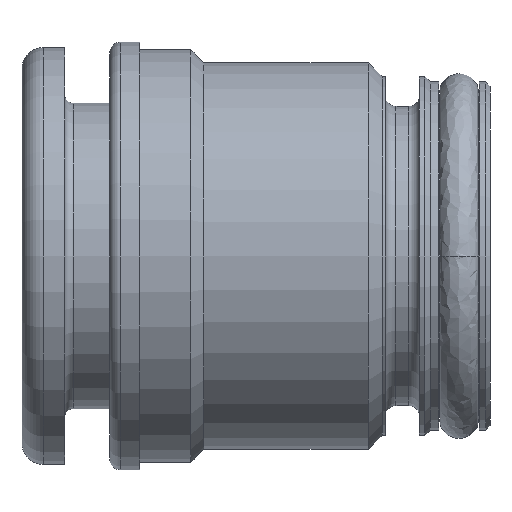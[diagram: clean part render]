
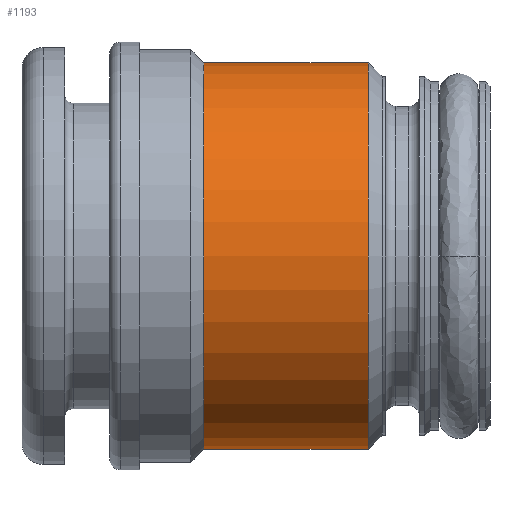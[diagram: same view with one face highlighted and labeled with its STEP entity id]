
A CAD part, left-side view. The second image highlights one B-rep face of the part: STEP entity #1193.
In plain terms, the highlighted cylindrical face has radius 9.05 mm (diameter 18.1 mm), a partial arc.
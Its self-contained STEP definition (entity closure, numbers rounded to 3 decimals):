
#4 = EDGE_CURVE ( 'NONE', #958, #689, #1498, .T. ) ;
#30 = DIRECTION ( 'NONE',  ( 0., -1., 0. ) ) ;
#82 = ORIENTED_EDGE ( 'NONE', *, *, #4, .T. ) ;
#86 = EDGE_LOOP ( 'NONE', ( #1174, #82, #353, #884 ) ) ;
#101 = VERTEX_POINT ( 'NONE', #981 ) ;
#103 = DIRECTION ( 'NONE',  ( 0., 0., -1. ) ) ;
#131 = VECTOR ( 'NONE', #30, 1000. ) ;
#180 = DIRECTION ( 'NONE',  ( 0., 0., -1. ) ) ;
#291 = CARTESIAN_POINT ( 'NONE',  ( 0., 5.7, 0. ) ) ;
#353 = ORIENTED_EDGE ( 'NONE', *, *, #1355, .T. ) ;
#394 = EDGE_CURVE ( 'NONE', #958, #101, #1125, .T. ) ;
#405 = AXIS2_PLACEMENT_3D ( 'NONE', #291, #1293, #1309 ) ;
#543 = LINE ( 'NONE', #1412, #131 ) ;
#627 = DIRECTION ( 'NONE',  ( 0., -1., 0. ) ) ;
#689 = VERTEX_POINT ( 'NONE', #893 ) ;
#733 = DIRECTION ( 'NONE',  ( 0., -1., 0. ) ) ;
#776 = AXIS2_PLACEMENT_3D ( 'NONE', #1337, #1449, #180 ) ;
#884 = ORIENTED_EDGE ( 'NONE', *, *, #1376, .F. ) ;
#893 = CARTESIAN_POINT ( 'NONE',  ( 0., 13.4, -9.05 ) ) ;
#958 = VERTEX_POINT ( 'NONE', #1302 ) ;
#981 = CARTESIAN_POINT ( 'NONE',  ( 0., 5.7, 9.05 ) ) ;
#1125 = LINE ( 'NONE', #1266, #1370 ) ;
#1127 = AXIS2_PLACEMENT_3D ( 'NONE', #1251, #733, #103 ) ;
#1146 = FACE_OUTER_BOUND ( 'NONE', #86, .T. ) ;
#1174 = ORIENTED_EDGE ( 'NONE', *, *, #394, .F. ) ;
#1193 = ADVANCED_FACE ( 'NONE', ( #1146 ), #1256, .T. ) ;
#1251 = CARTESIAN_POINT ( 'NONE',  ( 0., 0., 0. ) ) ;
#1256 = CYLINDRICAL_SURFACE ( 'NONE', #1127, 9.05 ) ;
#1266 = CARTESIAN_POINT ( 'NONE',  ( 0., 0., 9.05 ) ) ;
#1283 = CIRCLE ( 'NONE', #405, 9.05 ) ;
#1293 = DIRECTION ( 'NONE',  ( 0., -1., 0. ) ) ;
#1302 = CARTESIAN_POINT ( 'NONE',  ( 0., 13.4, 9.05 ) ) ;
#1309 = DIRECTION ( 'NONE',  ( 0., 0., -1. ) ) ;
#1321 = VERTEX_POINT ( 'NONE', #1547 ) ;
#1337 = CARTESIAN_POINT ( 'NONE',  ( 0., 13.4, 0. ) ) ;
#1355 = EDGE_CURVE ( 'NONE', #689, #1321, #543, .T. ) ;
#1370 = VECTOR ( 'NONE', #627, 1000. ) ;
#1376 = EDGE_CURVE ( 'NONE', #101, #1321, #1283, .T. ) ;
#1412 = CARTESIAN_POINT ( 'NONE',  ( 0., 0., -9.05 ) ) ;
#1449 = DIRECTION ( 'NONE',  ( 0., -1., 0. ) ) ;
#1498 = CIRCLE ( 'NONE', #776, 9.05 ) ;
#1547 = CARTESIAN_POINT ( 'NONE',  ( 0., 5.7, -9.05 ) ) ;
